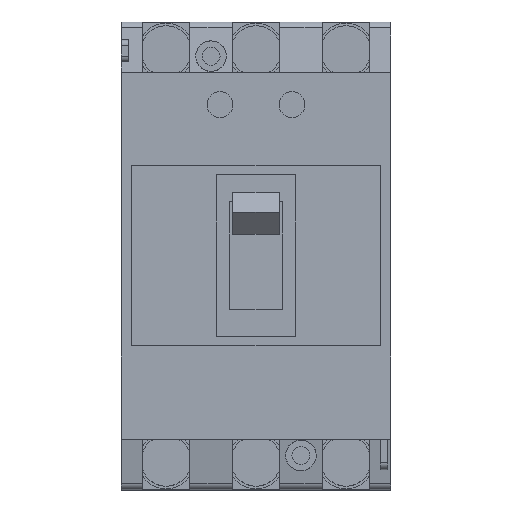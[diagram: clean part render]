
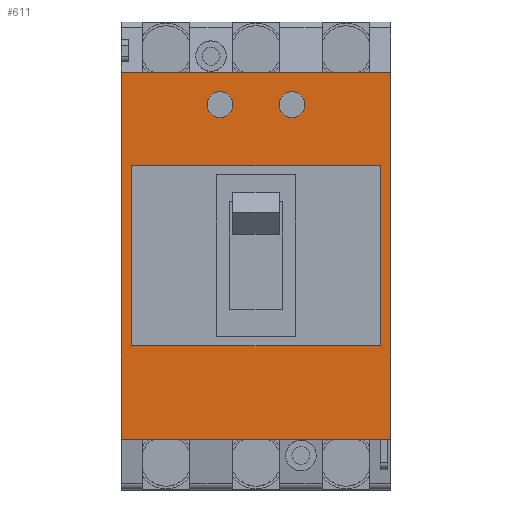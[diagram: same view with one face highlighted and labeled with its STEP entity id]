
A CAD part, top view. The second image highlights one B-rep face of the part: STEP entity #611.
In plain terms, the highlighted planar face has unit normal (0, 0, 1).
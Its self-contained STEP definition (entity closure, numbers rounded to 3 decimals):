
#16 = DIRECTION ( 'NONE',  ( 1., 0., 0. ) ) ;
#115 = CARTESIAN_POINT ( 'NONE',  ( -34.5, 25., 68. ) ) ;
#157 = ORIENTED_EDGE ( 'NONE', *, *, #6664, .F. ) ;
#323 = CARTESIAN_POINT ( 'NONE',  ( 34.5, 25., 68. ) ) ;
#368 = DIRECTION ( 'NONE',  ( 0., 0., 1. ) ) ;
#433 = DIRECTION ( 'NONE',  ( 0., 0., 1. ) ) ;
#484 = FACE_BOUND ( 'NONE', #6539, .T. ) ;
#514 = CARTESIAN_POINT ( 'NONE',  ( 37.5, 65., 68. ) ) ;
#594 = VECTOR ( 'NONE', #6348, 1000. ) ;
#611 = ADVANCED_FACE ( 'NONE', ( #484, #5294, #2075, #6699 ), #2544, .T. ) ;
#714 = VERTEX_POINT ( 'NONE', #2310 ) ;
#743 = DIRECTION ( 'NONE',  ( 0., 1., 0. ) ) ;
#853 = EDGE_CURVE ( 'NONE', #5461, #6794, #6500, .T. ) ;
#876 = DIRECTION ( 'NONE',  ( 0., 0., 1. ) ) ;
#1038 = VECTOR ( 'NONE', #1353, 1000. ) ;
#1050 = VECTOR ( 'NONE', #4825, 1000. ) ;
#1097 = VERTEX_POINT ( 'NONE', #2649 ) ;
#1193 = EDGE_LOOP ( 'NONE', ( #6492, #7193, #7720, #157 ) ) ;
#1268 = ORIENTED_EDGE ( 'NONE', *, *, #4312, .F. ) ;
#1283 = VERTEX_POINT ( 'NONE', #5134 ) ;
#1353 = DIRECTION ( 'NONE',  ( 1., 0., 0. ) ) ;
#1388 = ORIENTED_EDGE ( 'NONE', *, *, #7053, .F. ) ;
#1390 = VECTOR ( 'NONE', #6053, 1000. ) ;
#1406 = ORIENTED_EDGE ( 'NONE', *, *, #4288, .F. ) ;
#1476 = CARTESIAN_POINT ( 'NONE',  ( 6.4, 42., 68. ) ) ;
#1568 = LINE ( 'NONE', #7206, #1390 ) ;
#1700 = VERTEX_POINT ( 'NONE', #1476 ) ;
#1829 = LINE ( 'NONE', #4357, #2015 ) ;
#1843 = CARTESIAN_POINT ( 'NONE',  ( 10., 42., 68. ) ) ;
#1953 = CARTESIAN_POINT ( 'NONE',  ( -34.5, -25., 68. ) ) ;
#1978 = CARTESIAN_POINT ( 'NONE',  ( 37.5, -51., 68. ) ) ;
#2015 = VECTOR ( 'NONE', #743, 1000. ) ;
#2075 = FACE_OUTER_BOUND ( 'NONE', #1193, .T. ) ;
#2106 = VERTEX_POINT ( 'NONE', #6268 ) ;
#2227 = VERTEX_POINT ( 'NONE', #1953 ) ;
#2240 = CARTESIAN_POINT ( 'NONE',  ( -13.6, 42., 68. ) ) ;
#2310 = CARTESIAN_POINT ( 'NONE',  ( 37.5, 51., 68. ) ) ;
#2314 = CARTESIAN_POINT ( 'NONE',  ( -37.5, 51., 68. ) ) ;
#2372 = LINE ( 'NONE', #6321, #594 ) ;
#2433 = LINE ( 'NONE', #6014, #1050 ) ;
#2442 = DIRECTION ( 'NONE',  ( 1., 0., 0. ) ) ;
#2544 = PLANE ( 'NONE',  #2736 ) ;
#2649 = CARTESIAN_POINT ( 'NONE',  ( -37.5, -51., 68. ) ) ;
#2736 = AXIS2_PLACEMENT_3D ( 'NONE', #5191, #368, #5799 ) ;
#3359 = VERTEX_POINT ( 'NONE', #2314 ) ;
#3446 = EDGE_CURVE ( 'NONE', #1097, #5792, #2433, .T. ) ;
#3622 = AXIS2_PLACEMENT_3D ( 'NONE', #1843, #6061, #2442 ) ;
#3797 = ORIENTED_EDGE ( 'NONE', *, *, #7711, .F. ) ;
#3876 = CIRCLE ( 'NONE', #7202, 3.6 ) ;
#3910 = DIRECTION ( 'NONE',  ( -1., 0., 0. ) ) ;
#4026 = CARTESIAN_POINT ( 'NONE',  ( 10., 42., 68. ) ) ;
#4077 = VECTOR ( 'NONE', #5347, 1000. ) ;
#4222 = ORIENTED_EDGE ( 'NONE', *, *, #853, .F. ) ;
#4266 = VECTOR ( 'NONE', #3910, 1000. ) ;
#4288 = EDGE_CURVE ( 'NONE', #2106, #2227, #4796, .T. ) ;
#4292 = LINE ( 'NONE', #514, #4077 ) ;
#4312 = EDGE_CURVE ( 'NONE', #2227, #1283, #5647, .T. ) ;
#4327 = DIRECTION ( 'NONE',  ( 0., 0., 1. ) ) ;
#4357 = CARTESIAN_POINT ( 'NONE',  ( 34.5, -25., 68. ) ) ;
#4492 = CARTESIAN_POINT ( 'NONE',  ( -10., 42., 68. ) ) ;
#4652 = DIRECTION ( 'NONE',  ( 1., 0., 0. ) ) ;
#4725 = EDGE_CURVE ( 'NONE', #6639, #1700, #7477, .T. ) ;
#4796 = LINE ( 'NONE', #115, #6210 ) ;
#4825 = DIRECTION ( 'NONE',  ( 1., 0., 0. ) ) ;
#4854 = EDGE_LOOP ( 'NONE', ( #1406, #3797, #7337, #1268 ) ) ;
#4946 = DIRECTION ( 'NONE',  ( 0., -1., 0. ) ) ;
#4970 = CARTESIAN_POINT ( 'NONE',  ( -34.5, -25., 68. ) ) ;
#4971 = EDGE_CURVE ( 'NONE', #6794, #5461, #6654, .T. ) ;
#5090 = DIRECTION ( 'NONE',  ( 1., 0., 0. ) ) ;
#5134 = CARTESIAN_POINT ( 'NONE',  ( 34.5, -25., 68. ) ) ;
#5191 = CARTESIAN_POINT ( 'NONE',  ( 0., 0., 68. ) ) ;
#5294 = FACE_BOUND ( 'NONE', #7712, .T. ) ;
#5347 = DIRECTION ( 'NONE',  ( 0., 1., 0. ) ) ;
#5439 = ORIENTED_EDGE ( 'NONE', *, *, #4971, .F. ) ;
#5461 = VERTEX_POINT ( 'NONE', #6551 ) ;
#5582 = EDGE_CURVE ( 'NONE', #3359, #1097, #1568, .T. ) ;
#5610 = AXIS2_PLACEMENT_3D ( 'NONE', #4492, #876, #5090 ) ;
#5647 = LINE ( 'NONE', #4970, #1038 ) ;
#5710 = EDGE_CURVE ( 'NONE', #1283, #5847, #1829, .T. ) ;
#5727 = CARTESIAN_POINT ( 'NONE',  ( 13.6, 42., 68. ) ) ;
#5792 = VERTEX_POINT ( 'NONE', #1978 ) ;
#5799 = DIRECTION ( 'NONE',  ( 1., 0., 0. ) ) ;
#5847 = VERTEX_POINT ( 'NONE', #6836 ) ;
#5859 = LINE ( 'NONE', #323, #4266 ) ;
#6014 = CARTESIAN_POINT ( 'NONE',  ( -37.5, -51., 68. ) ) ;
#6053 = DIRECTION ( 'NONE',  ( 0., -1., 0. ) ) ;
#6061 = DIRECTION ( 'NONE',  ( 0., 0., 1. ) ) ;
#6210 = VECTOR ( 'NONE', #4946, 1000. ) ;
#6224 = EDGE_CURVE ( 'NONE', #5792, #714, #4292, .T. ) ;
#6268 = CARTESIAN_POINT ( 'NONE',  ( -34.5, 25., 68. ) ) ;
#6321 = CARTESIAN_POINT ( 'NONE',  ( -37.5, 51., 68. ) ) ;
#6348 = DIRECTION ( 'NONE',  ( 1., 0., 0. ) ) ;
#6492 = ORIENTED_EDGE ( 'NONE', *, *, #5582, .T. ) ;
#6500 = CIRCLE ( 'NONE', #7009, 3.6 ) ;
#6539 = EDGE_LOOP ( 'NONE', ( #7716, #1388 ) ) ;
#6551 = CARTESIAN_POINT ( 'NONE',  ( -6.4, 42., 68. ) ) ;
#6639 = VERTEX_POINT ( 'NONE', #5727 ) ;
#6654 = CIRCLE ( 'NONE', #5610, 3.6 ) ;
#6664 = EDGE_CURVE ( 'NONE', #3359, #714, #2372, .T. ) ;
#6699 = FACE_BOUND ( 'NONE', #4854, .T. ) ;
#6794 = VERTEX_POINT ( 'NONE', #2240 ) ;
#6836 = CARTESIAN_POINT ( 'NONE',  ( 34.5, 25., 68. ) ) ;
#7009 = AXIS2_PLACEMENT_3D ( 'NONE', #7582, #4327, #16 ) ;
#7053 = EDGE_CURVE ( 'NONE', #1700, #6639, #3876, .T. ) ;
#7193 = ORIENTED_EDGE ( 'NONE', *, *, #3446, .T. ) ;
#7202 = AXIS2_PLACEMENT_3D ( 'NONE', #4026, #433, #4652 ) ;
#7206 = CARTESIAN_POINT ( 'NONE',  ( -37.5, 65., 68. ) ) ;
#7337 = ORIENTED_EDGE ( 'NONE', *, *, #5710, .F. ) ;
#7477 = CIRCLE ( 'NONE', #3622, 3.6 ) ;
#7582 = CARTESIAN_POINT ( 'NONE',  ( -10., 42., 68. ) ) ;
#7711 = EDGE_CURVE ( 'NONE', #5847, #2106, #5859, .T. ) ;
#7712 = EDGE_LOOP ( 'NONE', ( #4222, #5439 ) ) ;
#7716 = ORIENTED_EDGE ( 'NONE', *, *, #4725, .F. ) ;
#7720 = ORIENTED_EDGE ( 'NONE', *, *, #6224, .T. ) ;
